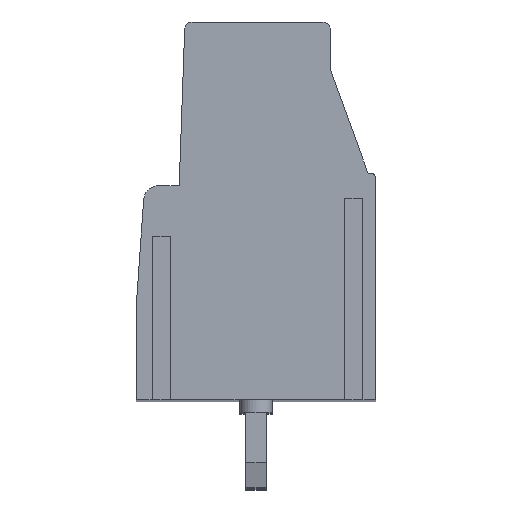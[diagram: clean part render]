
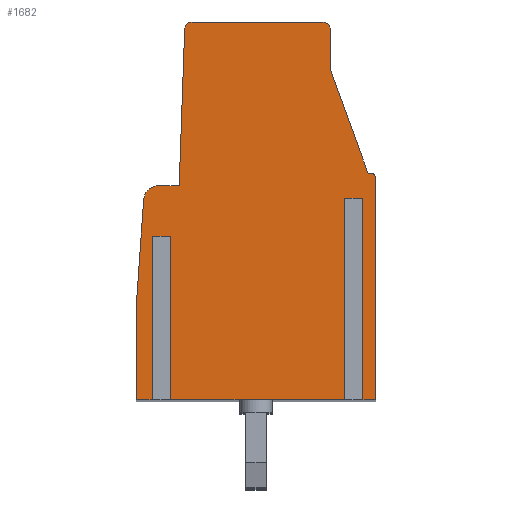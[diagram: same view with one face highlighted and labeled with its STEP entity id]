
A CAD part, top view. The second image highlights one B-rep face of the part: STEP entity #1682.
In plain terms, the highlighted planar face has unit normal (0, 0, 1).
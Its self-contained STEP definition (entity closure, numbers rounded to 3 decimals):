
#1682=ADVANCED_FACE('',(#4536),#4537,.F.);
#4536=FACE_OUTER_BOUND('',#8573,.T.);
#4537=PLANE('',#8574);
#8573=EDGE_LOOP('',(#13592,#13593,#13594,#13595,#13596,#13597,#13598,#13599,#13600,#13601,#13602,#13603,#13604,#13605,#13606,#13607,#13608,#13609,#13610,#13611,#13612,#13613));
#8574=AXIS2_PLACEMENT_3D('',#13614,#13615,#13616);
#13592=ORIENTED_EDGE('',*,*,#25001,.T.);
#13593=ORIENTED_EDGE('',*,*,#25099,.T.);
#13594=ORIENTED_EDGE('',*,*,#25015,.F.);
#13595=ORIENTED_EDGE('',*,*,#25149,.T.);
#13596=ORIENTED_EDGE('',*,*,#25150,.T.);
#13597=ORIENTED_EDGE('',*,*,#24956,.T.);
#13598=ORIENTED_EDGE('',*,*,#25151,.F.);
#13599=ORIENTED_EDGE('',*,*,#25152,.F.);
#13600=ORIENTED_EDGE('',*,*,#25153,.F.);
#13601=ORIENTED_EDGE('',*,*,#24949,.T.);
#13602=ORIENTED_EDGE('',*,*,#24912,.T.);
#13603=ORIENTED_EDGE('',*,*,#25154,.T.);
#13604=ORIENTED_EDGE('',*,*,#25155,.T.);
#13605=ORIENTED_EDGE('',*,*,#24943,.T.);
#13606=ORIENTED_EDGE('',*,*,#25156,.F.);
#13607=ORIENTED_EDGE('',*,*,#25157,.F.);
#13608=ORIENTED_EDGE('',*,*,#25053,.F.);
#13609=ORIENTED_EDGE('',*,*,#25140,.F.);
#13610=ORIENTED_EDGE('',*,*,#25144,.F.);
#13611=ORIENTED_EDGE('',*,*,#25158,.F.);
#13612=ORIENTED_EDGE('',*,*,#25018,.F.);
#13613=ORIENTED_EDGE('',*,*,#25147,.F.);
#13614=CARTESIAN_POINT('',(-42.956,-19.77,0.0));
#13615=DIRECTION('',(0.,0.0,-1.0));
#13616=DIRECTION('',(-1.0,0.0,0.));
#24912=EDGE_CURVE('',#30097,#30095,#30098,.T.);
#24943=EDGE_CURVE('',#30155,#30153,#30156,.T.);
#24949=EDGE_CURVE('',#30166,#30097,#30167,.T.);
#24956=EDGE_CURVE('',#30117,#30177,#30179,.T.);
#25001=EDGE_CURVE('',#30259,#30263,#30265,.T.);
#25015=EDGE_CURVE('',#30287,#30283,#30289,.T.);
#25018=EDGE_CURVE('',#30292,#30294,#30295,.T.);
#25053=EDGE_CURVE('',#30358,#30360,#30361,.T.);
#25099=EDGE_CURVE('',#30263,#30283,#30434,.T.);
#25140=EDGE_CURVE('',#30498,#30358,#30500,.T.);
#25144=EDGE_CURVE('',#30504,#30498,#30506,.T.);
#25147=EDGE_CURVE('',#30259,#30292,#30509,.T.);
#25149=EDGE_CURVE('',#30287,#30511,#30512,.T.);
#25150=EDGE_CURVE('',#30511,#30117,#30513,.T.);
#25151=EDGE_CURVE('',#30514,#30177,#30515,.T.);
#25152=EDGE_CURVE('',#30516,#30514,#30517,.T.);
#25153=EDGE_CURVE('',#30166,#30516,#30518,.T.);
#25154=EDGE_CURVE('',#30095,#30519,#30520,.T.);
#25155=EDGE_CURVE('',#30519,#30155,#30521,.T.);
#25156=EDGE_CURVE('',#30522,#30153,#30523,.T.);
#25157=EDGE_CURVE('',#30360,#30522,#30524,.T.);
#25158=EDGE_CURVE('',#30294,#30504,#30525,.T.);
#30095=VERTEX_POINT('',#39563);
#30097=VERTEX_POINT('',#39566);
#30098=LINE('',#39567,#39568);
#30117=VERTEX_POINT('',#39595);
#30153=VERTEX_POINT('',#39649);
#30155=VERTEX_POINT('',#39652);
#30156=LINE('',#39653,#39654);
#30166=VERTEX_POINT('',#39669);
#30167=LINE('',#39670,#39671);
#30177=VERTEX_POINT('',#39686);
#30179=LINE('',#39689,#39690);
#30259=VERTEX_POINT('',#39787);
#30263=VERTEX_POINT('',#39793);
#30265=LINE('',#39796,#39797);
#30283=VERTEX_POINT('',#39822);
#30287=VERTEX_POINT('',#39827);
#30289=CIRCLE('',#39830,0.6);
#30292=VERTEX_POINT('',#39833);
#30294=VERTEX_POINT('',#39836);
#30295=LINE('',#39837,#39838);
#30358=VERTEX_POINT('',#39911);
#30360=VERTEX_POINT('',#39914);
#30361=LINE('',#39915,#39916);
#30434=LINE('',#40074,#40075);
#30498=VERTEX_POINT('',#40179);
#30500=LINE('',#40182,#40183);
#30504=VERTEX_POINT('',#40188);
#30506=LINE('',#40191,#40192);
#30509=CIRCLE('',#40195,0.3);
#30511=VERTEX_POINT('',#40197);
#30512=LINE('',#40198,#40199);
#30513=LINE('',#40200,#40201);
#30514=VERTEX_POINT('',#40202);
#30515=LINE('',#40203,#40204);
#30516=VERTEX_POINT('',#40205);
#30517=LINE('',#40206,#40207);
#30518=LINE('',#40208,#40209);
#30519=VERTEX_POINT('',#40210);
#30520=LINE('',#40211,#40212);
#30521=LINE('',#40213,#40214);
#30522=VERTEX_POINT('',#40215);
#30523=LINE('',#40216,#40217);
#30524=CIRCLE('',#40218,0.2);
#30525=CIRCLE('',#40219,0.3);
#39563=CARTESIAN_POINT('',(-1.082,8.0,0.));
#39566=CARTESIAN_POINT('',(-1.082,0.0,0.));
#39567=CARTESIAN_POINT('',(-1.082,-19.77,0.));
#39568=VECTOR('',#52368,1.0);
#39595=CARTESIAN_POINT('',(-9.5,0.0,0.));
#39649=CARTESIAN_POINT('',(0.0,0.0,0.));
#39652=CARTESIAN_POINT('',(-0.668,0.0,0.));
#39653=CARTESIAN_POINT('',(-42.956,0.0,0.0));
#39654=VECTOR('',#52396,1.0);
#39669=CARTESIAN_POINT('',(-8.293,0.0,0.));
#39670=CARTESIAN_POINT('',(-42.956,0.0,0.0));
#39671=VECTOR('',#52402,1.0);
#39686=CARTESIAN_POINT('',(-8.707,0.0,0.));
#39689=CARTESIAN_POINT('',(-42.956,0.0,0.0));
#39690=VECTOR('',#52409,1.0);
#39787=CARTESIAN_POINT('',(-7.583,14.71,0.));
#39793=CARTESIAN_POINT('',(-7.8,8.5,0.));
#39796=CARTESIAN_POINT('',(-8.787,-19.77,0.));
#39797=VECTOR('',#52493,1.0);
#39822=CARTESIAN_POINT('',(-8.613,8.5,0.));
#39827=CARTESIAN_POINT('',(-9.212,7.942,0.));
#39830=AXIS2_PLACEMENT_3D('',#52506,#52507,#52508);
#39833=CARTESIAN_POINT('',(-7.283,15.,0.));
#39836=CARTESIAN_POINT('',(-2.1,15.0,0.));
#39837=CARTESIAN_POINT('',(-42.956,15.,0.0));
#39838=VECTOR('',#52510,1.0);
#39911=CARTESIAN_POINT('',(-0.3,9.0,0.));
#39914=CARTESIAN_POINT('',(-0.2,9.0,0.));
#39915=CARTESIAN_POINT('',(-42.956,9.0,0.0));
#39916=VECTOR('',#52582,1.0);
#40074=CARTESIAN_POINT('',(-42.956,8.5,0.0));
#40075=VECTOR('',#52620,1.0);
#40179=CARTESIAN_POINT('',(-1.8,13.121,0.));
#40182=CARTESIAN_POINT('',(10.171,-19.77,0.));
#40183=VECTOR('',#52659,1.0);
#40188=CARTESIAN_POINT('',(-1.8,14.7,0.));
#40191=CARTESIAN_POINT('',(-1.8,-19.77,0.));
#40192=VECTOR('',#52662,1.0);
#40195=AXIS2_PLACEMENT_3D('',#52666,#52667,#52668);
#40197=CARTESIAN_POINT('',(-9.5,3.82,0.));
#40198=CARTESIAN_POINT('',(-11.15,-19.77,0.));
#40199=VECTOR('',#52669,1.0);
#40200=CARTESIAN_POINT('',(-9.5,-19.77,0.));
#40201=VECTOR('',#52670,1.0);
#40202=CARTESIAN_POINT('',(-8.707,6.5,0.));
#40203=CARTESIAN_POINT('',(-8.707,-19.77,0.));
#40204=VECTOR('',#52671,1.0);
#40205=CARTESIAN_POINT('',(-8.293,6.5,0.));
#40206=CARTESIAN_POINT('',(-42.956,6.5,0.0));
#40207=VECTOR('',#52672,1.0);
#40208=CARTESIAN_POINT('',(-8.293,-19.77,0.));
#40209=VECTOR('',#52673,1.0);
#40210=CARTESIAN_POINT('',(-0.668,8.0,0.));
#40211=CARTESIAN_POINT('',(-42.956,8.0,0.0));
#40212=VECTOR('',#52674,1.0);
#40213=CARTESIAN_POINT('',(-0.668,-19.77,0.));
#40214=VECTOR('',#52675,1.0);
#40215=CARTESIAN_POINT('',(0.0,8.8,0.));
#40216=CARTESIAN_POINT('',(0.0,-19.77,0.));
#40217=VECTOR('',#52676,1.0);
#40218=AXIS2_PLACEMENT_3D('',#52677,#52678,#52679);
#40219=AXIS2_PLACEMENT_3D('',#52680,#52681,#52682);
#52368=DIRECTION('',(0.0,1.0,0.0));
#52396=DIRECTION('',(1.0,0.0,0.));
#52402=DIRECTION('',(1.0,0.0,0.));
#52409=DIRECTION('',(1.0,0.0,0.));
#52493=DIRECTION('',(-0.035,-0.999,0.));
#52506=CARTESIAN_POINT('',(-8.613,7.9,0.));
#52507=DIRECTION('',(0.,0.0,-1.0));
#52508=DIRECTION('',(-1.0,0.0,0.));
#52510=DIRECTION('',(1.0,0.,0.));
#52582=DIRECTION('',(1.0,0.0,0.));
#52620=DIRECTION('',(-1.0,0.,0.));
#52659=DIRECTION('',(0.342,-0.94,0.));
#52662=DIRECTION('',(0.,-1.0,0.));
#52666=CARTESIAN_POINT('',(-7.283,14.7,0.));
#52667=DIRECTION('',(0.,0.0,-1.0));
#52668=DIRECTION('',(-1.0,0.0,0.));
#52669=DIRECTION('',(-0.07,-0.998,0.));
#52670=DIRECTION('',(0.,-1.0,0.));
#52671=DIRECTION('',(0.0,-1.0,-0.0));
#52672=DIRECTION('',(-1.0,0.0,0.));
#52673=DIRECTION('',(0.0,1.0,0.0));
#52674=DIRECTION('',(1.0,0.0,0.));
#52675=DIRECTION('',(0.0,-1.0,-0.0));
#52676=DIRECTION('',(0.0,-1.0,-0.0));
#52677=CARTESIAN_POINT('',(-0.2,8.8,0.));
#52678=DIRECTION('',(0.,0.0,-1.0));
#52679=DIRECTION('',(-1.0,0.0,0.));
#52680=CARTESIAN_POINT('',(-2.1,14.7,0.));
#52681=DIRECTION('',(0.,0.0,-1.0));
#52682=DIRECTION('',(-1.0,0.0,0.));
